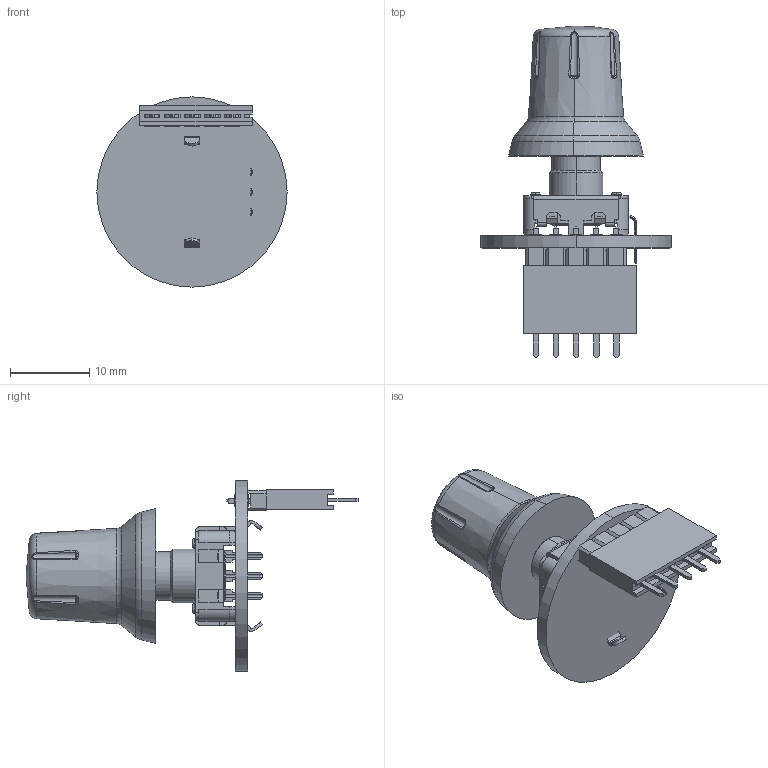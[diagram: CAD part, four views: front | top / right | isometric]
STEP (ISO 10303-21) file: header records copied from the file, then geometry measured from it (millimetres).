
FILE_DESCRIPTION (( 'STEP AP214' ), '1' );
FILE_NAME ('ENCODER_MODULE.STEP', '2026-02-18T21:50:17', ( '' ), ( '' ), 'SwSTEP 2.0', 'SolidWorks 2024', '' );
FILE_SCHEMA (( 'AUTOMOTIVE_DESIGN' ));
Length unit declared in the file: millimetre
Products named in the file (1): ENCODER_MODULE
Bounding box: 24 x 41.89 x 24 mm (x, y, z)
Volume: 3763.1 mm3; surface area: 4484.1 mm2
Topology: 19 solids, 19 shells, 896 faces, 2302 edges, 1461 vertices
Faces by surface type: plane 624, cylinder 171, bspline 40, torus 35, cone 25, sphere 1
Entity records: 38097 total; most frequent: CARTESIAN_POINT 6306, ORIENTED_EDGE 4598, DIRECTION 4332, EDGE_CURVE 2299, LINE 1726, VECTOR 1726, VERTEX_POINT 1459, AXIS2_PLACEMENT_3D 1303
